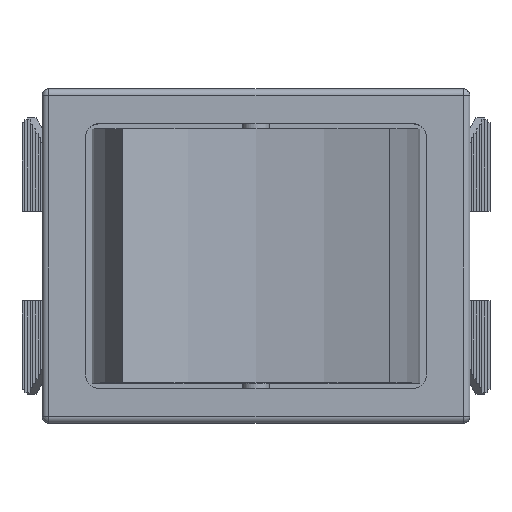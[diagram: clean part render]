
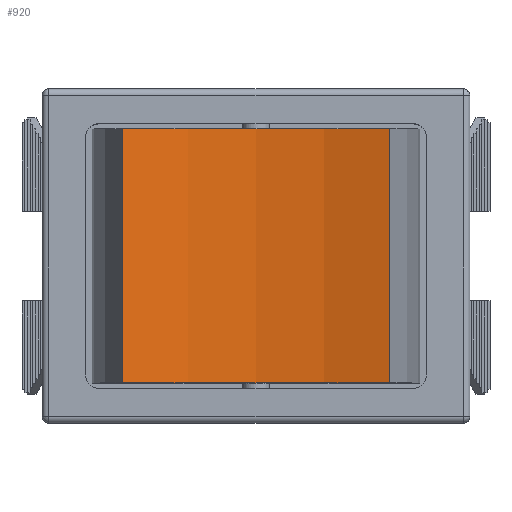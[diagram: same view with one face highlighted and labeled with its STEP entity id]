
A CAD part, top view. The second image highlights one B-rep face of the part: STEP entity #920.
In plain terms, the highlighted cylindrical face has radius 30.262 mm (diameter 60.524 mm), a partial arc.
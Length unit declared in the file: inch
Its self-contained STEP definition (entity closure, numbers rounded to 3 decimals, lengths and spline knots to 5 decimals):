
#860=CARTESIAN_POINT('',(-0.3937,-0.37402,0.92913));
#861=VERTEX_POINT('',#860);
#869=CARTESIAN_POINT('',(-0.3937,0.37402,0.92913));
#870=VERTEX_POINT('',#869);
#871=CARTESIAN_POINT('',(-0.3937,0.37402,0.92913));
#872=DIRECTION('',(0.0,-1.0,0.0));
#873=VECTOR('',#872,0.74803);
#874=LINE('',#871,#873);
#875=EDGE_CURVE('',#870,#861,#874,.T.);
#888=CARTESIAN_POINT('',(0.0,0.41142,2.05361));
#889=DIRECTION('',(0.0,-1.0,0.0));
#890=DIRECTION('',(0.33,0.0,0.944));
#891=AXIS2_PLACEMENT_3D('',#888,#889,#890);
#892=CYLINDRICAL_SURFACE('',#891,1.19141);
#893=CARTESIAN_POINT('',(0.3937,-0.37402,0.92913));
#894=VERTEX_POINT('',#893);
#895=CARTESIAN_POINT('',(0.0,-0.37402,2.05361));
#896=DIRECTION('',(0.0,-1.0,0.0));
#897=DIRECTION('',(0.33,0.0,0.944));
#898=AXIS2_PLACEMENT_3D('',#895,#896,#897);
#899=CIRCLE('',#898,1.19141);
#900=EDGE_CURVE('',#861,#894,#899,.T.);
#901=ORIENTED_EDGE('',*,*,#900,.T.);
#902=CARTESIAN_POINT('',(0.3937,0.37402,0.92913));
#903=VERTEX_POINT('',#902);
#904=CARTESIAN_POINT('',(0.3937,0.37402,0.92913));
#905=DIRECTION('',(0.0,-1.0,0.0));
#906=VECTOR('',#905,0.74803);
#907=LINE('',#904,#906);
#908=EDGE_CURVE('',#903,#894,#907,.T.);
#909=ORIENTED_EDGE('',*,*,#908,.F.);
#910=CARTESIAN_POINT('',(0.0,0.37402,2.05361));
#911=DIRECTION('',(0.0,1.0,0.0));
#912=DIRECTION('',(0.33,0.0,0.944));
#913=AXIS2_PLACEMENT_3D('',#910,#911,#912);
#914=CIRCLE('',#913,1.19141);
#915=EDGE_CURVE('',#903,#870,#914,.T.);
#916=ORIENTED_EDGE('',*,*,#915,.T.);
#917=ORIENTED_EDGE('',*,*,#875,.T.);
#918=EDGE_LOOP('',(#901,#909,#916,#917));
#919=FACE_OUTER_BOUND('',#918,.T.);
#920=ADVANCED_FACE('',(#919),#892,.F.);
